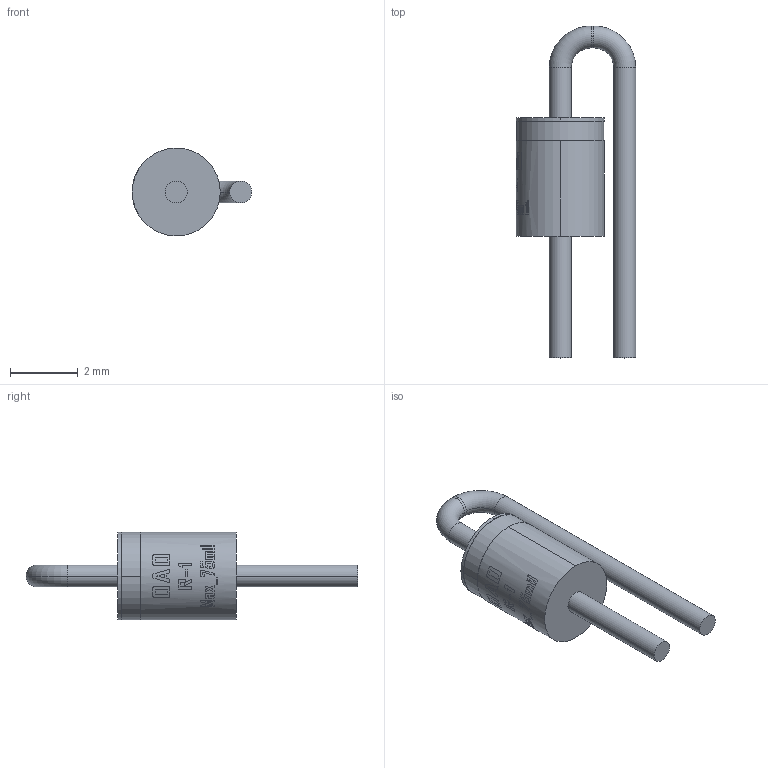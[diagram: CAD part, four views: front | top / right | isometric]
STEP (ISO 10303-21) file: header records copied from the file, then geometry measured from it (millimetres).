
FILE_DESCRIPTION (( 'STEP AP214' ), '1' );
FILE_NAME ('R-1_Max_75mil_rev1.0.STEP', '2023-03-16T22:56:15', ( '' ), ( '' ), 'SwSTEP 2.0', 'SolidWorks 2020', '' );
FILE_SCHEMA (( 'AUTOMOTIVE_DESIGN' ));
Length unit declared in the file: millimetre
Products named in the file (1): R-1_Max_75mil_rev1.0
Bounding box: 3.53 x 9.81 x 2.6 mm (x, y, z)
Volume: 24 mm3; surface area: 73.2 mm2
Topology: 1 solids, 1 shells, 44 faces, 225 edges, 207 vertices
Faces by surface type: cylinder 34, plane 6, torus 4
Entity records: 3110 total; most frequent: CARTESIAN_POINT 691, ORIENTED_EDGE 450, DIRECTION 354, EDGE_CURVE 225, VERTEX_POINT 207, AXIS2_PLACEMENT_3D 142, CIRCLE 97, VECTOR 70
